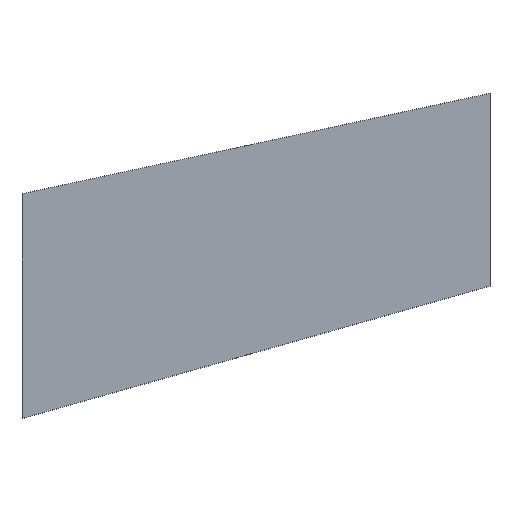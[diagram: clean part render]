
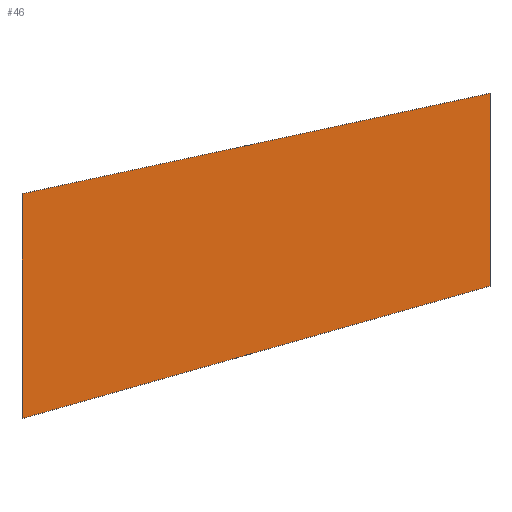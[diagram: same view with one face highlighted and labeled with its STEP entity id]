
A CAD part, top view. The second image highlights one B-rep face of the part: STEP entity #46.
In plain terms, the highlighted planar face has unit normal (0, 0, 1).
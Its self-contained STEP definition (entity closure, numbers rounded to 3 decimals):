
#3 = VECTOR ( 'NONE', #70, 1000. ) ;
#6 = ORIENTED_EDGE ( 'NONE', *, *, #69, .T. ) ;
#23 = VERTEX_POINT ( 'NONE', #154 ) ;
#32 = LINE ( 'NONE', #73, #174 ) ;
#33 = ORIENTED_EDGE ( 'NONE', *, *, #185, .T. ) ;
#34 = VECTOR ( 'NONE', #165, 1000. ) ;
#44 = LINE ( 'NONE', #107, #3 ) ;
#46 = ADVANCED_FACE ( 'NONE', ( #130 ), #48, .F. ) ;
#48 = PLANE ( 'NONE',  #58 ) ;
#58 = AXIS2_PLACEMENT_3D ( 'NONE', #175, #180, #219 ) ;
#66 = ORIENTED_EDGE ( 'NONE', *, *, #233, .T. ) ;
#69 = EDGE_CURVE ( 'NONE', #191, #228, #32, .T. ) ;
#70 = DIRECTION ( 'NONE',  ( 0.962, 0.272, 0. ) ) ;
#71 = EDGE_LOOP ( 'NONE', ( #33, #6, #66, #80 ) ) ;
#73 = CARTESIAN_POINT ( 'NONE',  ( 1600., 1112.286, 50. ) ) ;
#80 = ORIENTED_EDGE ( 'NONE', *, *, #214, .T. ) ;
#94 = LINE ( 'NONE', #198, #112 ) ;
#107 = CARTESIAN_POINT ( 'NONE',  ( 1600., 453.056, 50. ) ) ;
#110 = CARTESIAN_POINT ( 'NONE',  ( 1600., 1112.286, 50. ) ) ;
#112 = VECTOR ( 'NONE', #143, 1000. ) ;
#127 = CARTESIAN_POINT ( 'NONE',  ( 1600., 453.056, 50. ) ) ;
#130 = FACE_OUTER_BOUND ( 'NONE', #71, .T. ) ;
#143 = DIRECTION ( 'NONE',  ( -0.978, -0.21, 0. ) ) ;
#149 = CARTESIAN_POINT ( 'NONE',  ( 0., 0., 50. ) ) ;
#154 = CARTESIAN_POINT ( 'NONE',  ( 0., 0., 50. ) ) ;
#164 = VERTEX_POINT ( 'NONE', #176 ) ;
#165 = DIRECTION ( 'NONE',  ( 0., -1., 0. ) ) ;
#174 = VECTOR ( 'NONE', #177, 1000. ) ;
#175 = CARTESIAN_POINT ( 'NONE',  ( 0., 0., 50. ) ) ;
#176 = CARTESIAN_POINT ( 'NONE',  ( 0., 769., 50. ) ) ;
#177 = DIRECTION ( 'NONE',  ( 0., 1., 0. ) ) ;
#180 = DIRECTION ( 'NONE',  ( 0., 0., -1. ) ) ;
#185 = EDGE_CURVE ( 'NONE', #23, #191, #44, .T. ) ;
#191 = VERTEX_POINT ( 'NONE', #127 ) ;
#198 = CARTESIAN_POINT ( 'NONE',  ( 0., 769., 50. ) ) ;
#214 = EDGE_CURVE ( 'NONE', #164, #23, #231, .T. ) ;
#219 = DIRECTION ( 'NONE',  ( -1., 0., 0. ) ) ;
#228 = VERTEX_POINT ( 'NONE', #110 ) ;
#231 = LINE ( 'NONE', #149, #34 ) ;
#233 = EDGE_CURVE ( 'NONE', #228, #164, #94, .T. ) ;
